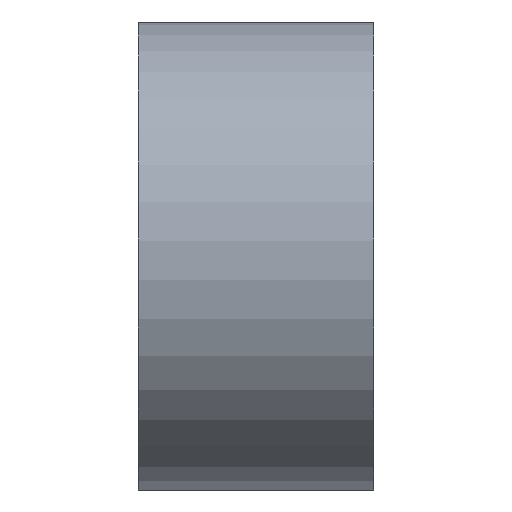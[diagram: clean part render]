
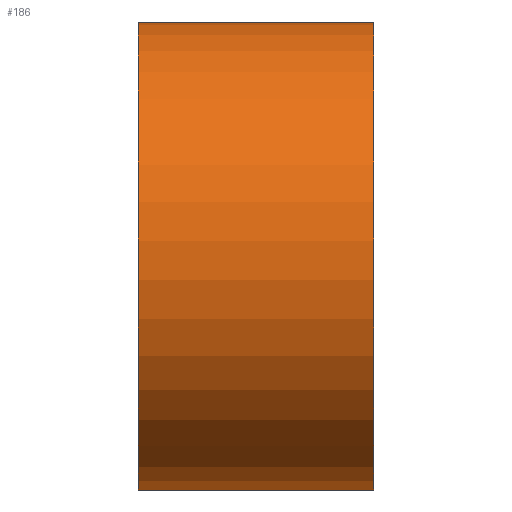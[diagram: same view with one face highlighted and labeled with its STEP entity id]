
A CAD part, left-side view. The second image highlights one B-rep face of the part: STEP entity #186.
In plain terms, the highlighted cylindrical face has radius 25 mm (diameter 50 mm), a partial arc.
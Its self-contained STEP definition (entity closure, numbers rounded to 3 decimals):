
#5 = VERTEX_POINT ( 'NONE', #95 ) ;
#7 = VECTOR ( 'NONE', #277, 1000. ) ;
#9 = CARTESIAN_POINT ( 'NONE',  ( -640.53, -94.786, 27.267 ) ) ;
#11 = EDGE_CURVE ( 'NONE', #234, #503, #15, .T. ) ;
#15 = LINE ( 'NONE', #497, #268 ) ;
#20 = CYLINDRICAL_SURFACE ( 'NONE', #510, 25. ) ;
#33 = EDGE_CURVE ( 'NONE', #59, #503, #92, .T. ) ;
#38 = CARTESIAN_POINT ( 'NONE',  ( -643.934, -12.5, -22.5 ) ) ;
#46 = DIRECTION ( 'NONE',  ( 0., 1., 0. ) ) ;
#51 = CIRCLE ( 'NONE', #136, 25. ) ;
#53 = FACE_OUTER_BOUND ( 'NONE', #461, .T. ) ;
#59 = VERTEX_POINT ( 'NONE', #366 ) ;
#92 = CIRCLE ( 'NONE', #517, 25. ) ;
#95 = CARTESIAN_POINT ( 'NONE',  ( -640.53, -12.5, 27.267 ) ) ;
#103 = CARTESIAN_POINT ( 'NONE',  ( -640.53, -94.786, 2.267 ) ) ;
#119 = DIRECTION ( 'NONE',  ( 0., -1., 0. ) ) ;
#124 = ORIENTED_EDGE ( 'NONE', *, *, #395, .T. ) ;
#134 = DIRECTION ( 'NONE',  ( 0., 0., 1. ) ) ;
#136 = AXIS2_PLACEMENT_3D ( 'NONE', #332, #165, #499 ) ;
#146 = CARTESIAN_POINT ( 'NONE',  ( -643.934, 12.5, -22.5 ) ) ;
#165 = DIRECTION ( 'NONE',  ( 0., 1., 0. ) ) ;
#186 = ADVANCED_FACE ( 'NONE', ( #53 ), #20, .T. ) ;
#199 = LINE ( 'NONE', #9, #7 ) ;
#234 = VERTEX_POINT ( 'NONE', #38 ) ;
#268 = VECTOR ( 'NONE', #46, 1000. ) ;
#269 = DIRECTION ( 'NONE',  ( 0., 0., 1. ) ) ;
#277 = DIRECTION ( 'NONE',  ( 0., 1., 0. ) ) ;
#284 = EDGE_CURVE ( 'NONE', #5, #59, #199, .T. ) ;
#330 = CARTESIAN_POINT ( 'NONE',  ( -640.53, 12.5, 2.267 ) ) ;
#332 = CARTESIAN_POINT ( 'NONE',  ( -640.53, -12.5, 2.267 ) ) ;
#340 = DIRECTION ( 'NONE',  ( 0., 1., 0. ) ) ;
#347 = ORIENTED_EDGE ( 'NONE', *, *, #284, .T. ) ;
#366 = CARTESIAN_POINT ( 'NONE',  ( -640.53, 12.5, 27.267 ) ) ;
#395 = EDGE_CURVE ( 'NONE', #234, #5, #51, .T. ) ;
#458 = ORIENTED_EDGE ( 'NONE', *, *, #33, .T. ) ;
#461 = EDGE_LOOP ( 'NONE', ( #124, #347, #458, #523 ) ) ;
#497 = CARTESIAN_POINT ( 'NONE',  ( -643.934, -94.786, -22.5 ) ) ;
#499 = DIRECTION ( 'NONE',  ( 0., 0., 1. ) ) ;
#503 = VERTEX_POINT ( 'NONE', #146 ) ;
#510 = AXIS2_PLACEMENT_3D ( 'NONE', #103, #340, #269 ) ;
#517 = AXIS2_PLACEMENT_3D ( 'NONE', #330, #119, #134 ) ;
#523 = ORIENTED_EDGE ( 'NONE', *, *, #11, .F. ) ;
